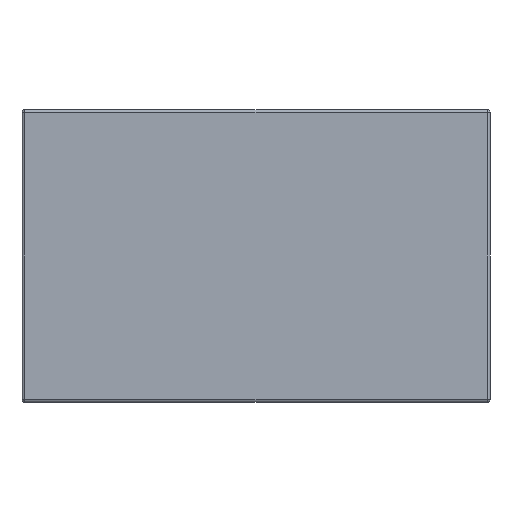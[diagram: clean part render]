
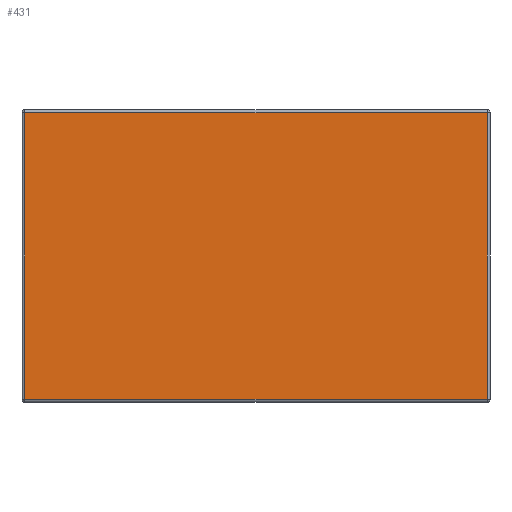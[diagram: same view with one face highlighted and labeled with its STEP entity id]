
A CAD part, front view. The second image highlights one B-rep face of the part: STEP entity #431.
In plain terms, the highlighted planar face has unit normal (0, -1, 0).
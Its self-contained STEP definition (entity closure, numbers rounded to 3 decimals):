
#5 = ORIENTED_EDGE ( 'NONE', *, *, #1253, .T. ) ;
#124 = VERTEX_POINT ( 'NONE', #2106 ) ;
#155 = LINE ( 'NONE', #188, #1032 ) ;
#188 = CARTESIAN_POINT ( 'NONE',  ( -0.79, 0., -0.5 ) ) ;
#192 = CARTESIAN_POINT ( 'NONE',  ( -0.8, 0., 0.49 ) ) ;
#251 = PLANE ( 'NONE',  #1285 ) ;
#423 = EDGE_LOOP ( 'NONE', ( #5, #815, #626, #1519 ) ) ;
#431 = ADVANCED_FACE ( 'NONE', ( #545 ), #251, .T. ) ;
#483 = VERTEX_POINT ( 'NONE', #582 ) ;
#512 = EDGE_CURVE ( 'NONE', #124, #483, #1594, .T. ) ;
#545 = FACE_OUTER_BOUND ( 'NONE', #423, .T. ) ;
#582 = CARTESIAN_POINT ( 'NONE',  ( 0.79, 0., -0.49 ) ) ;
#604 = CARTESIAN_POINT ( 'NONE',  ( 0.79, 0., 0.49 ) ) ;
#626 = ORIENTED_EDGE ( 'NONE', *, *, #1292, .T. ) ;
#654 = VECTOR ( 'NONE', #964, 1000. ) ;
#690 = CARTESIAN_POINT ( 'NONE',  ( 0.79, 0., 0.5 ) ) ;
#697 = DIRECTION ( 'NONE',  ( -1., 0., 0. ) ) ;
#739 = VECTOR ( 'NONE', #697, 1000. ) ;
#778 = VECTOR ( 'NONE', #864, 1000. ) ;
#780 = DIRECTION ( 'NONE',  ( 0., -1., 0. ) ) ;
#801 = CARTESIAN_POINT ( 'NONE',  ( 0.8, 0., -0.49 ) ) ;
#815 = ORIENTED_EDGE ( 'NONE', *, *, #512, .T. ) ;
#864 = DIRECTION ( 'NONE',  ( 0., 0., 1. ) ) ;
#964 = DIRECTION ( 'NONE',  ( 1., 0., 0. ) ) ;
#1003 = DIRECTION ( 'NONE',  ( 0., 0., -1. ) ) ;
#1032 = VECTOR ( 'NONE', #1003, 1000. ) ;
#1186 = LINE ( 'NONE', #192, #739 ) ;
#1253 = EDGE_CURVE ( 'NONE', #1450, #124, #155, .T. ) ;
#1285 = AXIS2_PLACEMENT_3D ( 'NONE', #1773, #780, #1934 ) ;
#1292 = EDGE_CURVE ( 'NONE', #483, #1762, #2087, .T. ) ;
#1407 = CARTESIAN_POINT ( 'NONE',  ( -0.79, 0., 0.49 ) ) ;
#1450 = VERTEX_POINT ( 'NONE', #1407 ) ;
#1519 = ORIENTED_EDGE ( 'NONE', *, *, #2071, .T. ) ;
#1594 = LINE ( 'NONE', #801, #654 ) ;
#1762 = VERTEX_POINT ( 'NONE', #604 ) ;
#1773 = CARTESIAN_POINT ( 'NONE',  ( 0., 0., 0. ) ) ;
#1934 = DIRECTION ( 'NONE',  ( 0., 0., -1. ) ) ;
#2071 = EDGE_CURVE ( 'NONE', #1762, #1450, #1186, .T. ) ;
#2087 = LINE ( 'NONE', #690, #778 ) ;
#2106 = CARTESIAN_POINT ( 'NONE',  ( -0.79, 0., -0.49 ) ) ;
